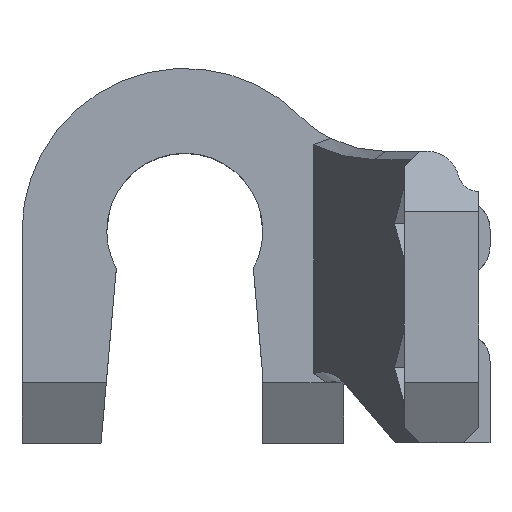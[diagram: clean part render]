
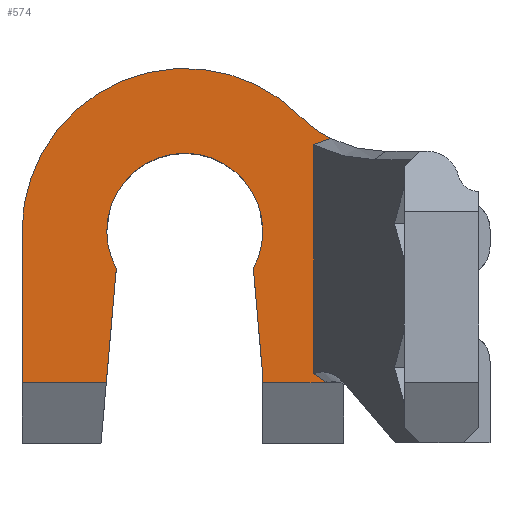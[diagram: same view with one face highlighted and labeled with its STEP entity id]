
A CAD part, top view. The second image highlights one B-rep face of the part: STEP entity #574.
In plain terms, the highlighted planar face has unit normal (0, 0, 1).
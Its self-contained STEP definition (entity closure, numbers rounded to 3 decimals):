
#71 = EDGE_CURVE ( 'NONE', #3603, #1232, #1159, .T. ) ;
#83 = ORIENTED_EDGE ( 'NONE', *, *, #2470, .T. ) ;
#100 = B_SPLINE_CURVE_WITH_KNOTS ( 'NONE', 3,
 ( #2091, #436, #2415, #2723 ),
 .UNSPECIFIED., .F., .F.,
 ( 4, 4 ),
 ( 0., 1. ),
 .UNSPECIFIED. ) ;
#174 = EDGE_CURVE ( 'NONE', #3126, #1417, #2833, .T. ) ;
#176 = CARTESIAN_POINT ( 'NONE',  ( -10.75, -10., 7.5 ) ) ;
#178 = ORIENTED_EDGE ( 'NONE', *, *, #1592, .F. ) ;
#247 = AXIS2_PLACEMENT_3D ( 'NONE', #2029, #2030, #2334 ) ;
#256 = VECTOR ( 'NONE', #1489, 1000. ) ;
#260 = LINE ( 'NONE', #3584, #3127 ) ;
#338 = ORIENTED_EDGE ( 'NONE', *, *, #71, .F. ) ;
#387 = CARTESIAN_POINT ( 'NONE',  ( 9.392, -10., 7.5 ) ) ;
#397 = LINE ( 'NONE', #2815, #2579 ) ;
#406 = VERTEX_POINT ( 'NONE', #2269 ) ;
#436 = CARTESIAN_POINT ( 'NONE',  ( 8.882, 5.851, 7.5 ) ) ;
#453 = CARTESIAN_POINT ( 'NONE',  ( 8.503, 0., 7.5 ) ) ;
#529 = VERTEX_POINT ( 'NONE', #1685 ) ;
#574 = ADVANCED_FACE ( 'NONE', ( #2820 ), #1316, .T. ) ;
#598 = VERTEX_POINT ( 'NONE', #1455 ) ;
#606 = CARTESIAN_POINT ( 'NONE',  ( 0., 0., 7.5 ) ) ;
#627 = VECTOR ( 'NONE', #3482, 1000. ) ;
#646 = DIRECTION ( 'NONE',  ( 1., 0., 0. ) ) ;
#679 = CARTESIAN_POINT ( 'NONE',  ( -5.184, -10., 7.5 ) ) ;
#741 = VERTEX_POINT ( 'NONE', #176 ) ;
#786 = CARTESIAN_POINT ( 'NONE',  ( 0., 0., 7.5 ) ) ;
#844 = VECTOR ( 'NONE', #3169, 1000. ) ;
#920 = CARTESIAN_POINT ( 'NONE',  ( -5.15, 0., 7.5 ) ) ;
#971 = CIRCLE ( 'NONE', #3433, 5.15 ) ;
#989 = CARTESIAN_POINT ( 'NONE',  ( -5.534, -10., 7.5 ) ) ;
#993 = ORIENTED_EDGE ( 'NONE', *, *, #2243, .F. ) ;
#1020 = CARTESIAN_POINT ( 'NONE',  ( 4.277, 0.374, 7.5 ) ) ;
#1060 = DIRECTION ( 'NONE',  ( 0., 0., 1. ) ) ;
#1078 = ORIENTED_EDGE ( 'NONE', *, *, #1341, .T. ) ;
#1134 = DIRECTION ( 'NONE',  ( -0.087, 0.996, 0. ) ) ;
#1159 = CIRCLE ( 'NONE', #3066, 5.15 ) ;
#1232 = VERTEX_POINT ( 'NONE', #2275 ) ;
#1243 = VECTOR ( 'NONE', #1134, 1000. ) ;
#1246 = CARTESIAN_POINT ( 'NONE',  ( 5.15, -10., 7.5 ) ) ;
#1269 = DIRECTION ( 'NONE',  ( 1., 0., 0. ) ) ;
#1275 = LINE ( 'NONE', #453, #2733 ) ;
#1309 = CARTESIAN_POINT ( 'NONE',  ( 0., 0., 7.5 ) ) ;
#1316 = PLANE ( 'NONE',  #2905 ) ;
#1323 = LINE ( 'NONE', #1020, #1243 ) ;
#1337 = DIRECTION ( 'NONE',  ( 0., 0., 1. ) ) ;
#1341 = EDGE_CURVE ( 'NONE', #2237, #529, #1939, .T. ) ;
#1360 = CARTESIAN_POINT ( 'NONE',  ( 0., 0., 7.5 ) ) ;
#1388 = VERTEX_POINT ( 'NONE', #1700 ) ;
#1394 = CIRCLE ( 'NONE', #2286, 5.15 ) ;
#1417 = VERTEX_POINT ( 'NONE', #1460 ) ;
#1455 = CARTESIAN_POINT ( 'NONE',  ( 5.15, -9.609, 7.5 ) ) ;
#1460 = CARTESIAN_POINT ( 'NONE',  ( 8.503, -9.394, 7.5 ) ) ;
#1489 = DIRECTION ( 'NONE',  ( 1., 0., 0. ) ) ;
#1592 = EDGE_CURVE ( 'NONE', #598, #2508, #1323, .T. ) ;
#1602 = DIRECTION ( 'NONE',  ( 0., 0., 1. ) ) ;
#1606 = DIRECTION ( 'NONE',  ( 1., 0., 0. ) ) ;
#1680 = CARTESIAN_POINT ( 'NONE',  ( 8.503, -9.394, 7.5 ) ) ;
#1685 = CARTESIAN_POINT ( 'NONE',  ( -10.75, 0., 7.5 ) ) ;
#1691 = VERTEX_POINT ( 'NONE', #679 ) ;
#1700 = CARTESIAN_POINT ( 'NONE',  ( 9.637, 6.122, 7.5 ) ) ;
#1816 = DIRECTION ( 'NONE',  ( 0., 1., 0. ) ) ;
#1928 = DIRECTION ( 'NONE',  ( 1., 0., 0. ) ) ;
#1937 = CARTESIAN_POINT ( 'NONE',  ( 9.392, -10., 7.5 ) ) ;
#1939 = CIRCLE ( 'NONE', #3258, 10.75 ) ;
#2024 = CARTESIAN_POINT ( 'NONE',  ( -10.75, 0., 7.5 ) ) ;
#2025 = EDGE_CURVE ( 'NONE', #741, #529, #2550, .T. ) ;
#2029 = CARTESIAN_POINT ( 'NONE',  ( 13.264, 13.252, 7.5 ) ) ;
#2030 = DIRECTION ( 'NONE',  ( 0., 0., -1. ) ) ;
#2091 = CARTESIAN_POINT ( 'NONE',  ( 8.503, 5.721, 7.5 ) ) ;
#2117 = LINE ( 'NONE', #2178, #627 ) ;
#2178 = CARTESIAN_POINT ( 'NONE',  ( 10.5, -10., 7.5 ) ) ;
#2203 = ORIENTED_EDGE ( 'NONE', *, *, #2756, .F. ) ;
#2230 = EDGE_CURVE ( 'NONE', #1388, #2237, #3180, .T. ) ;
#2236 = DIRECTION ( 'NONE',  ( -0.087, -0.996, 0. ) ) ;
#2237 = VERTEX_POINT ( 'NONE', #2645 ) ;
#2243 = EDGE_CURVE ( 'NONE', #2508, #3265, #971, .T. ) ;
#2269 = CARTESIAN_POINT ( 'NONE',  ( 8.503, 5.721, 7.5 ) ) ;
#2275 = CARTESIAN_POINT ( 'NONE',  ( -4.525, -2.46, 7.5 ) ) ;
#2286 = AXIS2_PLACEMENT_3D ( 'NONE', #606, #3504, #1928 ) ;
#2334 = DIRECTION ( 'NONE',  ( 1., 0., 0. ) ) ;
#2335 = ORIENTED_EDGE ( 'NONE', *, *, #174, .T. ) ;
#2415 = CARTESIAN_POINT ( 'NONE',  ( 9.26, 5.985, 7.5 ) ) ;
#2432 = ORIENTED_EDGE ( 'NONE', *, *, #2572, .F. ) ;
#2470 = EDGE_CURVE ( 'NONE', #1417, #406, #1275, .T. ) ;
#2508 = VERTEX_POINT ( 'NONE', #3323 ) ;
#2522 = ORIENTED_EDGE ( 'NONE', *, *, #3247, .F. ) ;
#2550 = LINE ( 'NONE', #2024, #844 ) ;
#2572 = EDGE_CURVE ( 'NONE', #3675, #598, #260, .T. ) ;
#2574 = CARTESIAN_POINT ( 'NONE',  ( 8.812, -9.606, 7.5 ) ) ;
#2579 = VECTOR ( 'NONE', #2236, 1000. ) ;
#2645 = CARTESIAN_POINT ( 'NONE',  ( 7.605, 7.598, 7.5 ) ) ;
#2649 = ORIENTED_EDGE ( 'NONE', *, *, #3491, .T. ) ;
#2708 = CARTESIAN_POINT ( 'NONE',  ( 5.15, 0., 7.5 ) ) ;
#2723 = CARTESIAN_POINT ( 'NONE',  ( 9.637, 6.122, 7.5 ) ) ;
#2733 = VECTOR ( 'NONE', #3310, 1000. ) ;
#2756 = EDGE_CURVE ( 'NONE', #1232, #1691, #397, .T. ) ;
#2815 = CARTESIAN_POINT ( 'NONE',  ( -4.277, 0.374, 7.5 ) ) ;
#2820 = FACE_OUTER_BOUND ( 'NONE', #3577, .T. ) ;
#2833 = B_SPLINE_CURVE_WITH_KNOTS ( 'NONE', 3,
 ( #1937, #3699, #2574, #1680 ),
 .UNSPECIFIED., .F., .F.,
 ( 4, 4 ),
 ( 0., 1. ),
 .UNSPECIFIED. ) ;
#2904 = ORIENTED_EDGE ( 'NONE', *, *, #3105, .T. ) ;
#2905 = AXIS2_PLACEMENT_3D ( 'NONE', #1309, #1337, #1269 ) ;
#3002 = ORIENTED_EDGE ( 'NONE', *, *, #2025, .F. ) ;
#3040 = ORIENTED_EDGE ( 'NONE', *, *, #2230, .T. ) ;
#3066 = AXIS2_PLACEMENT_3D ( 'NONE', #3337, #3425, #3426 ) ;
#3105 = EDGE_CURVE ( 'NONE', #741, #1691, #3387, .T. ) ;
#3126 = VERTEX_POINT ( 'NONE', #387 ) ;
#3127 = VECTOR ( 'NONE', #1816, 1000. ) ;
#3169 = DIRECTION ( 'NONE',  ( 0., 1., 0. ) ) ;
#3180 = CIRCLE ( 'NONE', #247, 8. ) ;
#3247 = EDGE_CURVE ( 'NONE', #3265, #3603, #1394, .T. ) ;
#3258 = AXIS2_PLACEMENT_3D ( 'NONE', #786, #1602, #1606 ) ;
#3265 = VERTEX_POINT ( 'NONE', #2708 ) ;
#3310 = DIRECTION ( 'NONE',  ( 0., 1., 0. ) ) ;
#3323 = CARTESIAN_POINT ( 'NONE',  ( 4.525, -2.46, 7.5 ) ) ;
#3337 = CARTESIAN_POINT ( 'NONE',  ( 0., 0., 7.5 ) ) ;
#3387 = LINE ( 'NONE', #989, #256 ) ;
#3425 = DIRECTION ( 'NONE',  ( 0., 0., 1. ) ) ;
#3426 = DIRECTION ( 'NONE',  ( 1., 0., 0. ) ) ;
#3433 = AXIS2_PLACEMENT_3D ( 'NONE', #1360, #1060, #646 ) ;
#3482 = DIRECTION ( 'NONE',  ( 1., 0., 0. ) ) ;
#3491 = EDGE_CURVE ( 'NONE', #3675, #3126, #2117, .T. ) ;
#3504 = DIRECTION ( 'NONE',  ( 0., 0., 1. ) ) ;
#3577 = EDGE_LOOP ( 'NONE', ( #2649, #2335, #83, #3707, #3040, #1078, #3002, #2904, #2203, #338, #2522, #993, #178, #2432 ) ) ;
#3584 = CARTESIAN_POINT ( 'NONE',  ( 5.15, 0., 7.5 ) ) ;
#3603 = VERTEX_POINT ( 'NONE', #920 ) ;
#3639 = EDGE_CURVE ( 'NONE', #406, #1388, #100, .T. ) ;
#3675 = VERTEX_POINT ( 'NONE', #1246 ) ;
#3699 = CARTESIAN_POINT ( 'NONE',  ( 9.108, -9.808, 7.5 ) ) ;
#3707 = ORIENTED_EDGE ( 'NONE', *, *, #3639, .T. ) ;
